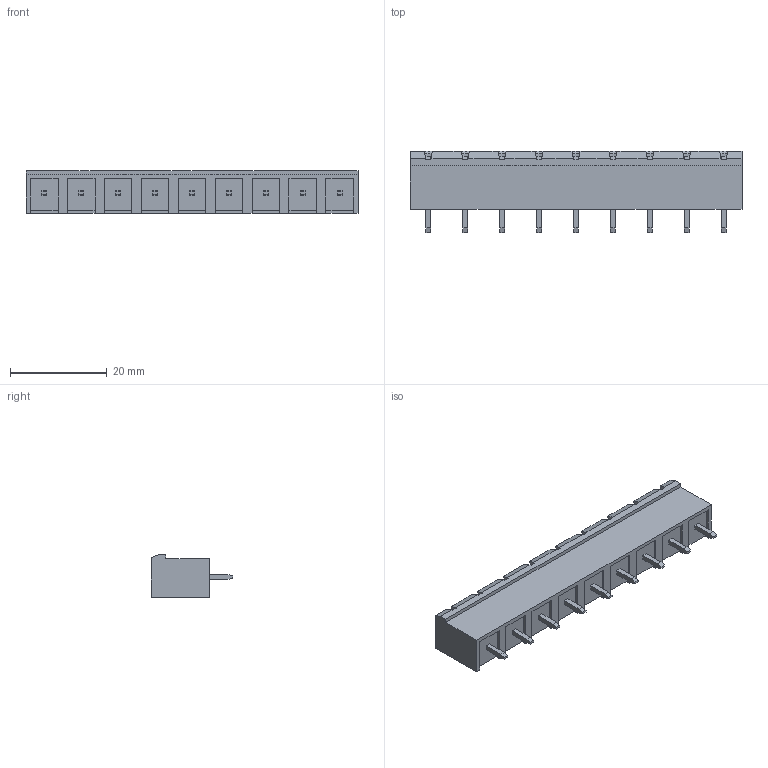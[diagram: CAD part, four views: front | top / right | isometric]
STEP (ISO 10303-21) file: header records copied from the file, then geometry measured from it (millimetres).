
FILE_DESCRIPTION (( 'STEP AP203' ), '1' );
FILE_NAME ('SOKETLI BASKILI DEVRE KLEMENSI - 7,62 MM ERKEK 180 - 9 LI.STEP', '2018-09-24T09:07:50', ( 'user' ), ( '' ), 'SwSTEP 2.0', 'SolidWorks 2016', '' );
FILE_SCHEMA (( 'CONFIG_CONTROL_DESIGN' ));
Length unit declared in the file: millimetre
Products named in the file (1): SOKETLI BASKILI DEVRE KLEMENSI  - 7,62 MM ERKEK 180 - 9 LI
Bounding box: 68.52 x 16.8 x 8.8 mm (x, y, z)
Volume: 2991.8 mm3; surface area: 6508.8 mm2
Topology: 1 solids, 1 shells, 695 faces, 1953 edges, 1296 vertices
Faces by surface type: plane 577, cylinder 109, cone 9
Entity records: 22243 total; most frequent: CARTESIAN_POINT 3999, ORIENTED_EDGE 3906, DIRECTION 3572, EDGE_CURVE 1953, VECTOR 1690, LINE 1690, VERTEX_POINT 1296, AXIS2_PLACEMENT_3D 941
